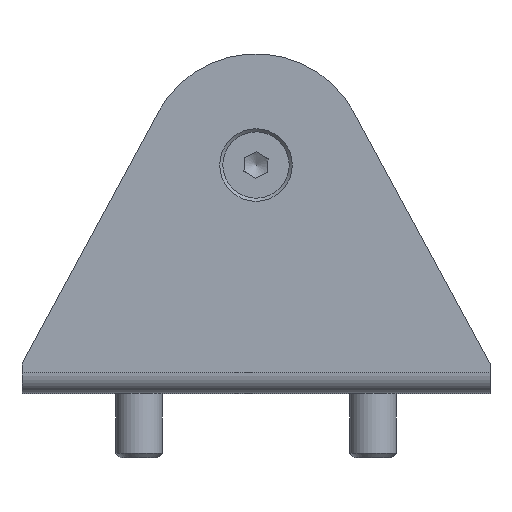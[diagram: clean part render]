
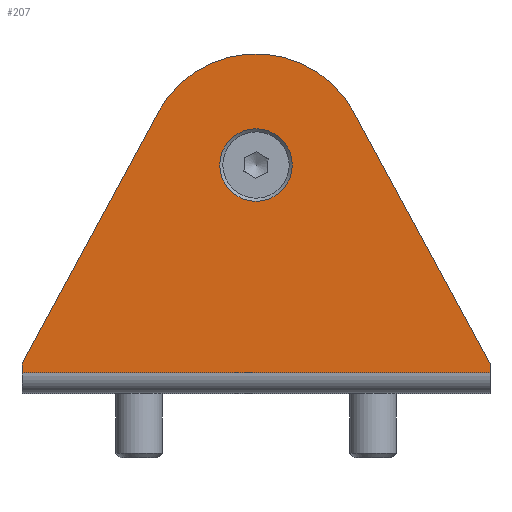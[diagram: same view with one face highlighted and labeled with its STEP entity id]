
A CAD part, top view. The second image highlights one B-rep face of the part: STEP entity #207.
In plain terms, the highlighted planar face has unit normal (0, 0, 1).
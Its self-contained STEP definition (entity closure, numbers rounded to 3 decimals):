
#112=CARTESIAN_POINT('',(-40.0,3.5,20.0));
#113=VERTEX_POINT('',#112);
#131=CARTESIAN_POINT('',(40.0,3.5,20.0));
#132=VERTEX_POINT('',#131);
#140=CARTESIAN_POINT('',(40.0,3.5,20.0));
#141=DIRECTION('',(-1.0,0.0,0.0));
#142=VECTOR('',#141,80.0);
#143=LINE('',#140,#142);
#144=EDGE_CURVE('',#132,#113,#143,.T.);
#149=CARTESIAN_POINT('',(0.0,21.084,20.0));
#150=DIRECTION('',(0.0,0.0,1.0));
#151=DIRECTION('',(1.0,0.0,0.0));
#152=AXIS2_PLACEMENT_3D('',#149,#150,#151);
#153=PLANE('',#152);
#154=ORIENTED_EDGE('',*,*,#144,.F.);
#155=CARTESIAN_POINT('',(40.0,5.0,20.0));
#156=VERTEX_POINT('',#155);
#157=CARTESIAN_POINT('',(40.0,5.0,20.0));
#158=DIRECTION('',(0.0,-1.0,0.0));
#159=VECTOR('',#158,1.5);
#160=LINE('',#157,#159);
#161=EDGE_CURVE('',#156,#132,#160,.T.);
#162=ORIENTED_EDGE('',*,*,#161,.F.);
#163=CARTESIAN_POINT('',(16.711,48.042,20.0));
#164=VERTEX_POINT('',#163);
#165=CARTESIAN_POINT('',(16.711,48.042,20.0));
#166=DIRECTION('',(0.476,-0.88,0.0));
#167=VECTOR('',#166,48.939);
#168=LINE('',#165,#167);
#169=EDGE_CURVE('',#164,#156,#168,.T.);
#170=ORIENTED_EDGE('',*,*,#169,.F.);
#171=CARTESIAN_POINT('',(-16.711,48.042,20.0));
#172=VERTEX_POINT('',#171);
#173=CARTESIAN_POINT('',(0.0,39.0,20.0));
#174=DIRECTION('',(0.0,0.0,-1.0));
#175=DIRECTION('',(-0.88,-0.476,0.0));
#176=AXIS2_PLACEMENT_3D('',#173,#174,#175);
#177=CIRCLE('',#176,19.0);
#178=EDGE_CURVE('',#172,#164,#177,.T.);
#179=ORIENTED_EDGE('',*,*,#178,.F.);
#180=CARTESIAN_POINT('',(-40.0,5.0,20.0));
#181=VERTEX_POINT('',#180);
#182=CARTESIAN_POINT('',(-40.0,5.0,20.0));
#183=DIRECTION('',(0.476,0.88,0.0));
#184=VECTOR('',#183,48.939);
#185=LINE('',#182,#184);
#186=EDGE_CURVE('',#181,#172,#185,.T.);
#187=ORIENTED_EDGE('',*,*,#186,.F.);
#188=CARTESIAN_POINT('',(-40.0,3.5,20.0));
#189=DIRECTION('',(0.0,1.0,0.0));
#190=VECTOR('',#189,1.5);
#191=LINE('',#188,#190);
#192=EDGE_CURVE('',#113,#181,#191,.T.);
#193=ORIENTED_EDGE('',*,*,#192,.F.);
#194=EDGE_LOOP('',(#154,#162,#170,#179,#187,#193));
#195=FACE_OUTER_BOUND('',#194,.T.);
#196=CARTESIAN_POINT('',(6.2,39.0,20.0));
#197=VERTEX_POINT('',#196);
#198=CARTESIAN_POINT('',(0.0,39.0,20.0));
#199=DIRECTION('',(0.0,0.0,-1.0));
#200=DIRECTION('',(1.0,0.0,0.0));
#201=AXIS2_PLACEMENT_3D('',#198,#199,#200);
#202=CIRCLE('',#201,6.2);
#203=EDGE_CURVE('',#197,#197,#202,.T.);
#204=ORIENTED_EDGE('',*,*,#203,.T.);
#205=EDGE_LOOP('',(#204));
#206=FACE_BOUND('',#205,.T.);
#207=ADVANCED_FACE('',(#195,#206),#153,.T.);
